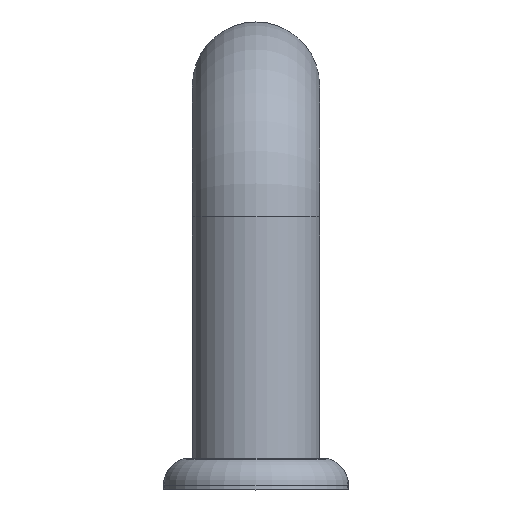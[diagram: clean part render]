
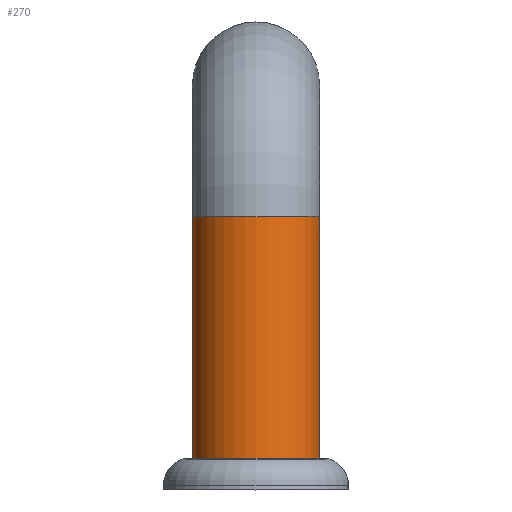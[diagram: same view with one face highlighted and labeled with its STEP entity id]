
A CAD part, top view. The second image highlights one B-rep face of the part: STEP entity #270.
In plain terms, the highlighted cylindrical face has radius 25.4 mm (diameter 50.8 mm), a full revolution.
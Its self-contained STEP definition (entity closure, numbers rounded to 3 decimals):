
#270=ADVANCED_FACE('',(#450,#452),#454,.T.);
#450=FACE_OUTER_BOUND('',#451,.T.);
#451=EDGE_LOOP('',(#574));
#452=FACE_OUTER_BOUND('',#453,.T.);
#453=EDGE_LOOP('',(#575));
#454=CYLINDRICAL_SURFACE('',#455,25.4);
#455=AXIS2_PLACEMENT_3D('',#456,#457,#458);
#456=CARTESIAN_POINT('',(0.,0.,474.6));
#457=DIRECTION('',(0.,1.,0.));
#458=DIRECTION('',(1.,0.,0.));
#574=ORIENTED_EDGE('',*,*,#611,.F.);
#575=ORIENTED_EDGE('',*,*,#609,.T.);
#609=EDGE_CURVE('',#638,#638,#639,.T.);
#611=EDGE_CURVE('',#642,#642,#643,.T.);
#638=VERTEX_POINT('',#703);
#639=CIRCLE('',#704,25.4);
#642=VERTEX_POINT('',#713);
#643=CIRCLE('',#714,25.4);
#703=CARTESIAN_POINT('',(25.4,0.,474.6));
#704=AXIS2_PLACEMENT_3D('',#705,#706,#707);
#705=CARTESIAN_POINT('',(0.,0.,474.6));
#706=DIRECTION('',(-0.,1.,0.));
#707=DIRECTION('',(1.,0.,0.));
#713=CARTESIAN_POINT('',(25.4,107.4,474.6));
#714=AXIS2_PLACEMENT_3D('',#715,#716,#717);
#715=CARTESIAN_POINT('',(0.,107.4,474.6));
#716=DIRECTION('',(-0.,1.,0.));
#717=DIRECTION('',(1.,0.,0.));
